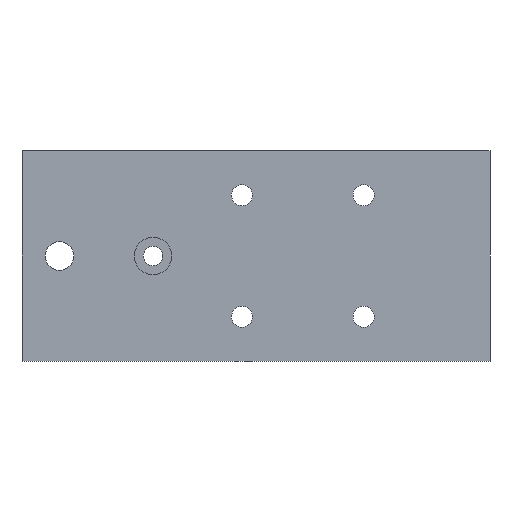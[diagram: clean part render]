
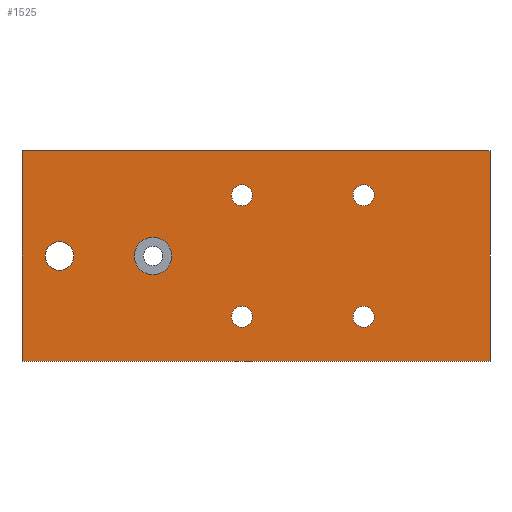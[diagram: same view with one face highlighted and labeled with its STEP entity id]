
A CAD part, front view. The second image highlights one B-rep face of the part: STEP entity #1525.
In plain terms, the highlighted planar face has unit normal (0, -1, 0).
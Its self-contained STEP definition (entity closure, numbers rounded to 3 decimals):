
#12 = LINE ( 'NONE', #624, #1221 ) ;
#35 = DIRECTION ( 'NONE',  ( 0., 1., 0. ) ) ;
#38 = CARTESIAN_POINT ( 'NONE',  ( -22., 0., -4. ) ) ;
#44 = ORIENTED_EDGE ( 'NONE', *, *, #726, .T. ) ;
#77 = DIRECTION ( 'NONE',  ( 0., 1., 0. ) ) ;
#91 = FACE_BOUND ( 'NONE', #1901, .T. ) ;
#96 = ORIENTED_EDGE ( 'NONE', *, *, #1955, .F. ) ;
#102 = DIRECTION ( 'NONE',  ( 0., 1., 0. ) ) ;
#104 = VERTEX_POINT ( 'NONE', #1540 ) ;
#105 = EDGE_LOOP ( 'NONE', ( #44, #214 ) ) ;
#116 = DIRECTION ( 'NONE',  ( 0., 1., 0. ) ) ;
#125 = AXIS2_PLACEMENT_3D ( 'NONE', #1180, #1958, #1160 ) ;
#175 = VERTEX_POINT ( 'NONE', #355 ) ;
#178 = LINE ( 'NONE', #797, #489 ) ;
#189 = CARTESIAN_POINT ( 'NONE',  ( 23., 0., 15.25 ) ) ;
#197 = VERTEX_POINT ( 'NONE', #38 ) ;
#198 = CARTESIAN_POINT ( 'NONE',  ( 50., 0., -22.5 ) ) ;
#214 = ORIENTED_EDGE ( 'NONE', *, *, #1777, .T. ) ;
#240 = DIRECTION ( 'NONE',  ( 0., 1., 0. ) ) ;
#280 = VERTEX_POINT ( 'NONE', #1258 ) ;
#315 = VERTEX_POINT ( 'NONE', #1324 ) ;
#336 = ORIENTED_EDGE ( 'NONE', *, *, #921, .T. ) ;
#346 = CARTESIAN_POINT ( 'NONE',  ( -42., 0., 3.05 ) ) ;
#355 = CARTESIAN_POINT ( 'NONE',  ( -50., 0., 22.5 ) ) ;
#357 = CIRCLE ( 'NONE', #616, 2.25 ) ;
#378 = VERTEX_POINT ( 'NONE', #1794 ) ;
#390 = EDGE_LOOP ( 'NONE', ( #657, #1913 ) ) ;
#394 = FACE_BOUND ( 'NONE', #105, .T. ) ;
#398 = ORIENTED_EDGE ( 'NONE', *, *, #1914, .F. ) ;
#403 = VERTEX_POINT ( 'NONE', #551 ) ;
#410 = EDGE_LOOP ( 'NONE', ( #1758, #1359, #96, #816 ) ) ;
#414 = DIRECTION ( 'NONE',  ( 0., 0., -1. ) ) ;
#435 = EDGE_CURVE ( 'NONE', #646, #1823, #1502, .T. ) ;
#440 = EDGE_LOOP ( 'NONE', ( #1799, #801 ) ) ;
#443 = DIRECTION ( 'NONE',  ( 0., 0., 1. ) ) ;
#470 = ORIENTED_EDGE ( 'NONE', *, *, #596, .T. ) ;
#484 = CIRCLE ( 'NONE', #1929, 2.25 ) ;
#489 = VECTOR ( 'NONE', #1272, 1000. ) ;
#524 = LINE ( 'NONE', #1259, #714 ) ;
#551 = CARTESIAN_POINT ( 'NONE',  ( -3., 0., -15.25 ) ) ;
#552 = FACE_BOUND ( 'NONE', #390, .T. ) ;
#587 = CIRCLE ( 'NONE', #1036, 4. ) ;
#591 = DIRECTION ( 'NONE',  ( 0., 0., 1. ) ) ;
#596 = EDGE_CURVE ( 'NONE', #1386, #1945, #964, .T. ) ;
#602 = EDGE_LOOP ( 'NONE', ( #1889, #470 ) ) ;
#616 = AXIS2_PLACEMENT_3D ( 'NONE', #1797, #116, #1954 ) ;
#618 = CIRCLE ( 'NONE', #1836, 2.25 ) ;
#620 = DIRECTION ( 'NONE',  ( 0., 0., 1. ) ) ;
#624 = CARTESIAN_POINT ( 'NONE',  ( 50., 0., -22.5 ) ) ;
#646 = VERTEX_POINT ( 'NONE', #189 ) ;
#657 = ORIENTED_EDGE ( 'NONE', *, *, #435, .T. ) ;
#694 = DIRECTION ( 'NONE',  ( 0., 0., 1. ) ) ;
#712 = FACE_BOUND ( 'NONE', #602, .T. ) ;
#714 = VECTOR ( 'NONE', #1746, 1000. ) ;
#726 = EDGE_CURVE ( 'NONE', #378, #1589, #740, .T. ) ;
#739 = CARTESIAN_POINT ( 'NONE',  ( -3., 0., -13. ) ) ;
#740 = CIRCLE ( 'NONE', #125, 2.25 ) ;
#759 = CARTESIAN_POINT ( 'NONE',  ( 23., 0., -13. ) ) ;
#776 = CARTESIAN_POINT ( 'NONE',  ( 23., 0., -15.25 ) ) ;
#779 = AXIS2_PLACEMENT_3D ( 'NONE', #1371, #789, #1744 ) ;
#789 = DIRECTION ( 'NONE',  ( 0., 1., 0. ) ) ;
#797 = CARTESIAN_POINT ( 'NONE',  ( -50., 0., 22.5 ) ) ;
#801 = ORIENTED_EDGE ( 'NONE', *, *, #1526, .T. ) ;
#808 = CIRCLE ( 'NONE', #1410, 2.25 ) ;
#816 = ORIENTED_EDGE ( 'NONE', *, *, #1494, .F. ) ;
#836 = AXIS2_PLACEMENT_3D ( 'NONE', #1011, #240, #1317 ) ;
#839 = VECTOR ( 'NONE', #852, 1000. ) ;
#846 = CARTESIAN_POINT ( 'NONE',  ( -3., 0., -13. ) ) ;
#852 = DIRECTION ( 'NONE',  ( 0., 0., 1. ) ) ;
#875 = VERTEX_POINT ( 'NONE', #776 ) ;
#881 = DIRECTION ( 'NONE',  ( 0., 0., 1. ) ) ;
#894 = CARTESIAN_POINT ( 'NONE',  ( -42., 0., 0. ) ) ;
#904 = AXIS2_PLACEMENT_3D ( 'NONE', #1454, #999, #414 ) ;
#921 = EDGE_CURVE ( 'NONE', #875, #315, #484, .T. ) ;
#935 = CIRCLE ( 'NONE', #1346, 2.25 ) ;
#964 = CIRCLE ( 'NONE', #1536, 3.05 ) ;
#989 = FACE_OUTER_BOUND ( 'NONE', #410, .T. ) ;
#999 = DIRECTION ( 'NONE',  ( 0., -1., 0. ) ) ;
#1009 = CARTESIAN_POINT ( 'NONE',  ( -3., 0., -10.75 ) ) ;
#1011 = CARTESIAN_POINT ( 'NONE',  ( 0., 0., 0. ) ) ;
#1036 = AXIS2_PLACEMENT_3D ( 'NONE', #1264, #1884, #1114 ) ;
#1040 = VERTEX_POINT ( 'NONE', #198 ) ;
#1114 = DIRECTION ( 'NONE',  ( 0., 0., -1. ) ) ;
#1154 = CARTESIAN_POINT ( 'NONE',  ( -50., 0., -22.5 ) ) ;
#1160 = DIRECTION ( 'NONE',  ( 0., 0., 1. ) ) ;
#1171 = CARTESIAN_POINT ( 'NONE',  ( -42., 0., -3.05 ) ) ;
#1174 = CARTESIAN_POINT ( 'NONE',  ( -3., 0., 10.75 ) ) ;
#1180 = CARTESIAN_POINT ( 'NONE',  ( -3., 0., 13. ) ) ;
#1202 = EDGE_CURVE ( 'NONE', #1823, #646, #357, .T. ) ;
#1208 = ORIENTED_EDGE ( 'NONE', *, *, #1662, .T. ) ;
#1211 = EDGE_CURVE ( 'NONE', #1945, #1386, #1543, .T. ) ;
#1221 = VECTOR ( 'NONE', #1512, 1000. ) ;
#1258 = CARTESIAN_POINT ( 'NONE',  ( 50., 0., 22.5 ) ) ;
#1259 = CARTESIAN_POINT ( 'NONE',  ( -50., 0., -22.5 ) ) ;
#1264 = CARTESIAN_POINT ( 'NONE',  ( -22., 0., 0. ) ) ;
#1272 = DIRECTION ( 'NONE',  ( 1., 0., 0. ) ) ;
#1279 = AXIS2_PLACEMENT_3D ( 'NONE', #1633, #102, #1370 ) ;
#1317 = DIRECTION ( 'NONE',  ( 0., 0., 1. ) ) ;
#1324 = CARTESIAN_POINT ( 'NONE',  ( 23., 0., -10.75 ) ) ;
#1338 = EDGE_CURVE ( 'NONE', #280, #1040, #12, .T. ) ;
#1346 = AXIS2_PLACEMENT_3D ( 'NONE', #739, #1964, #591 ) ;
#1359 = ORIENTED_EDGE ( 'NONE', *, *, #1899, .F. ) ;
#1366 = EDGE_LOOP ( 'NONE', ( #1208, #336 ) ) ;
#1370 = DIRECTION ( 'NONE',  ( 0., 0., 1. ) ) ;
#1371 = CARTESIAN_POINT ( 'NONE',  ( -3., 0., 13. ) ) ;
#1386 = VERTEX_POINT ( 'NONE', #346 ) ;
#1410 = AXIS2_PLACEMENT_3D ( 'NONE', #846, #1936, #881 ) ;
#1454 = CARTESIAN_POINT ( 'NONE',  ( -22., 0., 0. ) ) ;
#1483 = FACE_BOUND ( 'NONE', #1366, .T. ) ;
#1494 = EDGE_CURVE ( 'NONE', #1040, #1532, #524, .T. ) ;
#1502 = CIRCLE ( 'NONE', #1279, 2.25 ) ;
#1512 = DIRECTION ( 'NONE',  ( 0., 0., -1. ) ) ;
#1516 = EDGE_CURVE ( 'NONE', #197, #104, #1708, .T. ) ;
#1525 = ADVANCED_FACE ( 'NONE', ( #91, #712, #1483, #1625, #552, #394, #989 ), #1925, .F. ) ;
#1526 = EDGE_CURVE ( 'NONE', #403, #1967, #808, .T. ) ;
#1532 = VERTEX_POINT ( 'NONE', #1154 ) ;
#1536 = AXIS2_PLACEMENT_3D ( 'NONE', #1702, #35, #1852 ) ;
#1540 = CARTESIAN_POINT ( 'NONE',  ( -22., 0., 4. ) ) ;
#1543 = CIRCLE ( 'NONE', #1932, 3.05 ) ;
#1556 = CARTESIAN_POINT ( 'NONE',  ( 23., 0., -13. ) ) ;
#1589 = VERTEX_POINT ( 'NONE', #1174 ) ;
#1615 = LINE ( 'NONE', #1753, #839 ) ;
#1625 = FACE_BOUND ( 'NONE', #440, .T. ) ;
#1633 = CARTESIAN_POINT ( 'NONE',  ( 23., 0., 13. ) ) ;
#1635 = ORIENTED_EDGE ( 'NONE', *, *, #1516, .F. ) ;
#1662 = EDGE_CURVE ( 'NONE', #315, #875, #618, .T. ) ;
#1702 = CARTESIAN_POINT ( 'NONE',  ( -42., 0., 0. ) ) ;
#1708 = CIRCLE ( 'NONE', #904, 4. ) ;
#1724 = CARTESIAN_POINT ( 'NONE',  ( 23., 0., 10.75 ) ) ;
#1728 = EDGE_CURVE ( 'NONE', #1967, #403, #935, .T. ) ;
#1744 = DIRECTION ( 'NONE',  ( 0., 0., 1. ) ) ;
#1746 = DIRECTION ( 'NONE',  ( -1., 0., 0. ) ) ;
#1753 = CARTESIAN_POINT ( 'NONE',  ( -50., 0., -22.5 ) ) ;
#1758 = ORIENTED_EDGE ( 'NONE', *, *, #1338, .F. ) ;
#1777 = EDGE_CURVE ( 'NONE', #1589, #378, #1962, .T. ) ;
#1794 = CARTESIAN_POINT ( 'NONE',  ( -3., 0., 15.25 ) ) ;
#1797 = CARTESIAN_POINT ( 'NONE',  ( 23., 0., 13. ) ) ;
#1799 = ORIENTED_EDGE ( 'NONE', *, *, #1728, .T. ) ;
#1807 = DIRECTION ( 'NONE',  ( 0., 1., 0. ) ) ;
#1821 = DIRECTION ( 'NONE',  ( 0., 1., 0. ) ) ;
#1823 = VERTEX_POINT ( 'NONE', #1724 ) ;
#1836 = AXIS2_PLACEMENT_3D ( 'NONE', #759, #1807, #620 ) ;
#1852 = DIRECTION ( 'NONE',  ( 0., 0., 1. ) ) ;
#1884 = DIRECTION ( 'NONE',  ( 0., -1., 0. ) ) ;
#1889 = ORIENTED_EDGE ( 'NONE', *, *, #1211, .T. ) ;
#1899 = EDGE_CURVE ( 'NONE', #175, #280, #178, .T. ) ;
#1901 = EDGE_LOOP ( 'NONE', ( #1635, #398 ) ) ;
#1913 = ORIENTED_EDGE ( 'NONE', *, *, #1202, .T. ) ;
#1914 = EDGE_CURVE ( 'NONE', #104, #197, #587, .T. ) ;
#1925 = PLANE ( 'NONE',  #836 ) ;
#1929 = AXIS2_PLACEMENT_3D ( 'NONE', #1556, #1821, #443 ) ;
#1932 = AXIS2_PLACEMENT_3D ( 'NONE', #894, #77, #694 ) ;
#1936 = DIRECTION ( 'NONE',  ( 0., 1., 0. ) ) ;
#1945 = VERTEX_POINT ( 'NONE', #1171 ) ;
#1954 = DIRECTION ( 'NONE',  ( 0., 0., 1. ) ) ;
#1955 = EDGE_CURVE ( 'NONE', #1532, #175, #1615, .T. ) ;
#1958 = DIRECTION ( 'NONE',  ( 0., 1., 0. ) ) ;
#1962 = CIRCLE ( 'NONE', #779, 2.25 ) ;
#1964 = DIRECTION ( 'NONE',  ( 0., 1., 0. ) ) ;
#1967 = VERTEX_POINT ( 'NONE', #1009 ) ;
